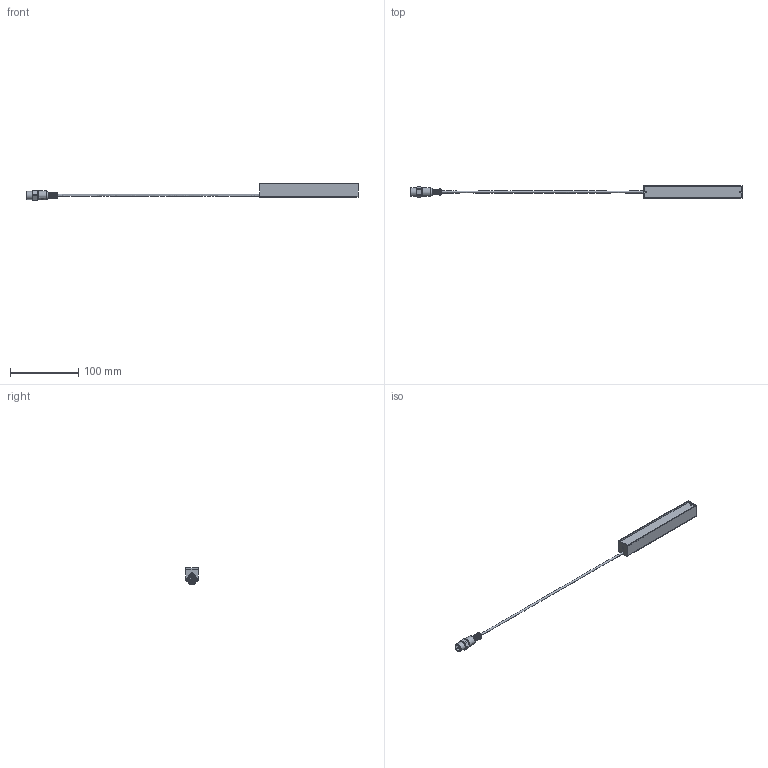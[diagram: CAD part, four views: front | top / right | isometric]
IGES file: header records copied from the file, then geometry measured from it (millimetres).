
Global section: file name: BE1-A130-120-Gx-K-BS; native system: Autodesk Inventor 2015; preprocessor: unknown; author: lck; date: 20150722.100448; units: millimetre
Bounding box: 485.4 x 18 x 24 mm (x, y, z)
Volume: 52441.6 mm3; surface area: 17940.2 mm2
Topology: 1 solids, 9 shells, 288 faces, 739 edges, 493 vertices
Faces by surface type: bspline 288
